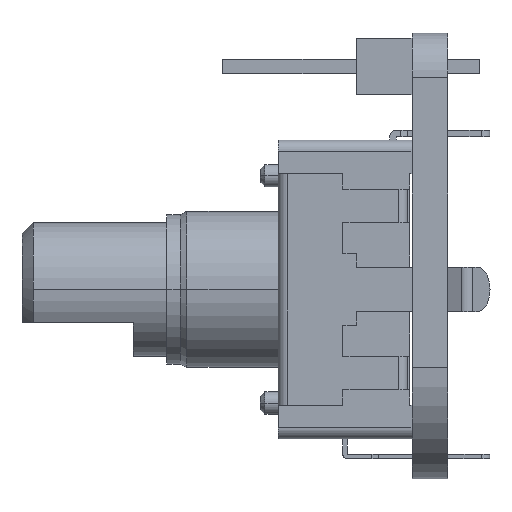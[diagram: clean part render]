
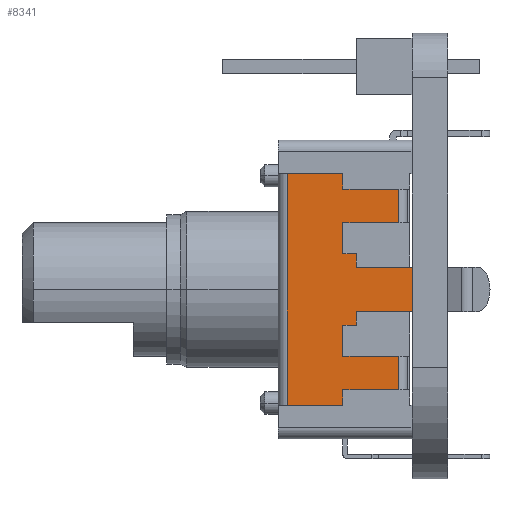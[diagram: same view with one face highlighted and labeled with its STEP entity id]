
A CAD part, left-side view. The second image highlights one B-rep face of the part: STEP entity #8341.
In plain terms, the highlighted planar face has unit normal (-1, 0, 0).
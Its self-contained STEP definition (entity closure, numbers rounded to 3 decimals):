
#1855=DIRECTION('',(0.,-1.,0.));
#1856=VECTOR('',#1855,3.2);
#1857=CARTESIAN_POINT('',(-6.25,-3.5,
-1.));
#1858=LINE('',#1857,#1856);
#1891=DIRECTION('',(0.,0.,1.));
#1892=VECTOR('',#1891,2.);
#1893=CARTESIAN_POINT('',(-6.25,-6.7,
-1.));
#1894=LINE('',#1893,#1892);
#1913=DIRECTION('',(0.,1.,0.));
#1914=VECTOR('',#1913,2.5);
#1915=CARTESIAN_POINT('',(-6.25,-5.4,
3.));
#1916=LINE('',#1915,#1914);
#1920=DIRECTION('',(0.,0.,-1.));
#1921=VECTOR('',#1920,1.4);
#1922=CARTESIAN_POINT('',(-6.25,-2.9,
3.));
#1923=LINE('',#1922,#1921);
#1927=DIRECTION('',(0.,-1.,0.));
#1928=VECTOR('',#1927,0.6);
#1929=CARTESIAN_POINT('',(-6.25,-2.9,
1.6));
#1930=LINE('',#1929,#1928);
#1934=DIRECTION('',(0.,0.,-1.));
#1935=VECTOR('',#1934,0.6);
#1936=CARTESIAN_POINT('',(-6.25,-3.5,
1.6));
#1937=LINE('',#1936,#1935);
#1941=DIRECTION('',(0.,-1.,0.));
#1942=VECTOR('',#1941,3.2);
#1943=CARTESIAN_POINT('',(-6.25,-3.5,
1.));
#1944=LINE('',#1943,#1942);
#1948=DIRECTION('',(0.,0.,-1.));
#1949=VECTOR('',#1948,0.6);
#1950=CARTESIAN_POINT('',(-6.25,-3.5,
-1.));
#1951=LINE('',#1950,#1949);
#1955=DIRECTION('',(0.,1.,0.));
#1956=VECTOR('',#1955,0.6);
#1957=CARTESIAN_POINT('',(-6.25,-3.5,
-1.6));
#1958=LINE('',#1957,#1956);
#1962=DIRECTION('',(0.,0.,-1.));
#1963=VECTOR('',#1962,1.4);
#1964=CARTESIAN_POINT('',(-6.25,-2.9,
-1.6));
#1965=LINE('',#1964,#1963);
#1969=DIRECTION('',(0.,-1.,0.));
#1970=VECTOR('',#1969,2.5);
#1971=CARTESIAN_POINT('',(-6.25,-2.9,
-3.));
#1972=LINE('',#1971,#1970);
#1976=DIRECTION('',(0.,1.,0.));
#1977=VECTOR('',#1976,2.5);
#1978=CARTESIAN_POINT('',(-6.25,-5.4,
-4.5));
#1979=LINE('',#1978,#1977);
#1983=DIRECTION('',(0.,1.,0.));
#1984=VECTOR('',#1983,2.5);
#1985=CARTESIAN_POINT('',(-6.25,-2.9,
-5.2));
#1986=LINE('',#1985,#1984);
#1990=DIRECTION('',(0.,0.,-1.));
#1991=VECTOR('',#1990,0.7);
#1992=CARTESIAN_POINT('',(-6.25,-2.9,
5.2));
#1993=LINE('',#1992,#1991);
#1997=DIRECTION('',(0.,-1.,0.));
#1998=VECTOR('',#1997,2.5);
#1999=CARTESIAN_POINT('',(-6.25,-2.9,
4.5));
#2000=LINE('',#1999,#1998);
#2011=DIRECTION('',(0.,0.,1.));
#2012=VECTOR('',#2011,1.5);
#2013=CARTESIAN_POINT('',(-6.25,-5.4,
3.));
#2014=LINE('',#2013,#2012);
#2068=DIRECTION('',(0.,1.,0.));
#2069=VECTOR('',#2068,2.5);
#2070=CARTESIAN_POINT('',(-6.25,-2.9,
5.2));
#2071=LINE('',#2070,#2069);
#2090=DIRECTION('',(0.,0.,-1.));
#2091=VECTOR('',#2090,10.4);
#2092=CARTESIAN_POINT('',(-6.25,-0.4,
5.2));
#2093=LINE('',#2092,#2091);
#2133=DIRECTION('',(0.,0.,1.));
#2134=VECTOR('',#2133,0.7);
#2135=CARTESIAN_POINT('',(-6.25,-2.9,
-5.2));
#2136=LINE('',#2135,#2134);
#2176=DIRECTION('',(0.,0.,1.));
#2177=VECTOR('',#2176,1.5);
#2178=CARTESIAN_POINT('',(-6.25,-5.4,
-4.5));
#2179=LINE('',#2178,#2177);
#6038=CARTESIAN_POINT('',(-6.25,-5.4,
-4.5));
#6039=VERTEX_POINT('',#6038);
#6040=CARTESIAN_POINT('',(-6.25,-5.4,
-3.));
#6041=VERTEX_POINT('',#6040);
#6042=CARTESIAN_POINT('',(-6.25,-2.9,
-4.5));
#6043=VERTEX_POINT('',#6042);
#6044=CARTESIAN_POINT('',(-6.25,-2.9,
-5.2));
#6045=VERTEX_POINT('',#6044);
#6048=CARTESIAN_POINT('',(-6.25,-0.4,
-5.2));
#6049=VERTEX_POINT('',#6048);
#6202=CARTESIAN_POINT('',(-6.25,-3.5,
1.));
#6203=CARTESIAN_POINT('',(-6.25,-6.7,
1.));
#6204=VERTEX_POINT('',#6202);
#6205=VERTEX_POINT('',#6203);
#6208=CARTESIAN_POINT('',(-6.25,-3.5,
-1.));
#6209=CARTESIAN_POINT('',(-6.25,-6.7,
-1.));
#6210=VERTEX_POINT('',#6208);
#6211=VERTEX_POINT('',#6209);
#6226=CARTESIAN_POINT('',(-6.25,-5.4,
3.));
#6227=CARTESIAN_POINT('',(-6.25,-5.4,
4.5));
#6228=VERTEX_POINT('',#6226);
#6229=VERTEX_POINT('',#6227);
#6230=CARTESIAN_POINT('',(-6.25,-2.9,
3.));
#6231=VERTEX_POINT('',#6230);
#6232=CARTESIAN_POINT('',(-6.25,-2.9,
1.6));
#6233=VERTEX_POINT('',#6232);
#6234=CARTESIAN_POINT('',(-6.25,-3.5,
1.6));
#6235=VERTEX_POINT('',#6234);
#6236=CARTESIAN_POINT('',(-6.25,-3.5,
-1.6));
#6237=VERTEX_POINT('',#6236);
#6238=CARTESIAN_POINT('',(-6.25,-2.9,
-1.6));
#6239=VERTEX_POINT('',#6238);
#6240=CARTESIAN_POINT('',(-6.25,-2.9,
-3.));
#6241=VERTEX_POINT('',#6240);
#6242=CARTESIAN_POINT('',(-6.25,-0.4,
5.2));
#6243=VERTEX_POINT('',#6242);
#6244=CARTESIAN_POINT('',(-6.25,-2.9,
5.2));
#6245=VERTEX_POINT('',#6244);
#6246=CARTESIAN_POINT('',(-6.25,-2.9,
4.5));
#6247=VERTEX_POINT('',#6246);
#8297=CARTESIAN_POINT('',(-6.25,-6.,-5.2));
#8298=DIRECTION('',(-1.,0.,0.));
#8299=DIRECTION('',(0.,0.,1.));
#8300=AXIS2_PLACEMENT_3D('',#8297,#8298,#8299);
#8301=PLANE('',#8300);
#8303=ORIENTED_EDGE('',*,*,#8302,.F.);
#8305=ORIENTED_EDGE('',*,*,#8304,.T.);
#8307=ORIENTED_EDGE('',*,*,#8306,.T.);
#8309=ORIENTED_EDGE('',*,*,#8308,.T.);
#8311=ORIENTED_EDGE('',*,*,#8310,.T.);
#8312=ORIENTED_EDGE('',*,*,#8179,.T.);
#8313=ORIENTED_EDGE('',*,*,#8285,.F.);
#8314=ORIENTED_EDGE('',*,*,#8269,.F.);
#8316=ORIENTED_EDGE('',*,*,#8315,.T.);
#8318=ORIENTED_EDGE('',*,*,#8317,.T.);
#8320=ORIENTED_EDGE('',*,*,#8319,.T.);
#8322=ORIENTED_EDGE('',*,*,#8321,.T.);
#8324=ORIENTED_EDGE('',*,*,#8323,.F.);
#8326=ORIENTED_EDGE('',*,*,#8325,.T.);
#8328=ORIENTED_EDGE('',*,*,#8327,.F.);
#8330=ORIENTED_EDGE('',*,*,#8329,.T.);
#8332=ORIENTED_EDGE('',*,*,#8331,.F.);
#8334=ORIENTED_EDGE('',*,*,#8333,.F.);
#8336=ORIENTED_EDGE('',*,*,#8335,.T.);
#8338=ORIENTED_EDGE('',*,*,#8337,.T.);
#8339=EDGE_LOOP('',(#8303,#8305,#8307,#8309,#8311,#8312,#8313,#8314,#8316,#8318,
#8320,#8322,#8324,#8326,#8328,#8330,#8332,#8334,#8336,#8338));
#8340=FACE_OUTER_BOUND('',#8339,.F.);
#8179=EDGE_CURVE('',#6204,#6205,#1944,.T.);
#8269=EDGE_CURVE('',#6210,#6211,#1858,.T.);
#8285=EDGE_CURVE('',#6211,#6205,#1894,.T.);
#8302=EDGE_CURVE('',#6228,#6229,#2014,.T.);
#8304=EDGE_CURVE('',#6228,#6231,#1916,.T.);
#8306=EDGE_CURVE('',#6231,#6233,#1923,.T.);
#8308=EDGE_CURVE('',#6233,#6235,#1930,.T.);
#8310=EDGE_CURVE('',#6235,#6204,#1937,.T.);
#8315=EDGE_CURVE('',#6210,#6237,#1951,.T.);
#8317=EDGE_CURVE('',#6237,#6239,#1958,.T.);
#8319=EDGE_CURVE('',#6239,#6241,#1965,.T.);
#8321=EDGE_CURVE('',#6241,#6041,#1972,.T.);
#8323=EDGE_CURVE('',#6039,#6041,#2179,.T.);
#8325=EDGE_CURVE('',#6039,#6043,#1979,.T.);
#8327=EDGE_CURVE('',#6045,#6043,#2136,.T.);
#8329=EDGE_CURVE('',#6045,#6049,#1986,.T.);
#8331=EDGE_CURVE('',#6243,#6049,#2093,.T.);
#8333=EDGE_CURVE('',#6245,#6243,#2071,.T.);
#8335=EDGE_CURVE('',#6245,#6247,#1993,.T.);
#8337=EDGE_CURVE('',#6247,#6229,#2000,.T.);
#8341=ADVANCED_FACE('',(#8340),#8301,.T.);
